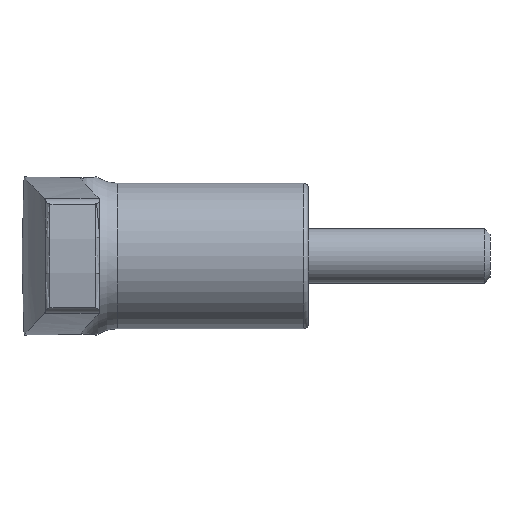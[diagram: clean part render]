
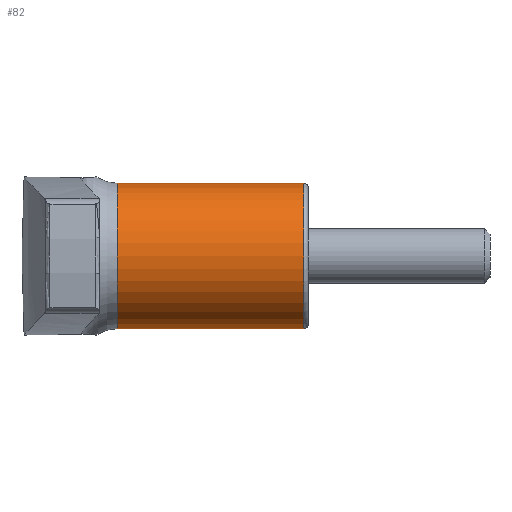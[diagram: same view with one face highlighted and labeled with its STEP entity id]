
A CAD part, left-side view. The second image highlights one B-rep face of the part: STEP entity #82.
In plain terms, the highlighted cylindrical face has radius 8 mm (diameter 16 mm), a full revolution.
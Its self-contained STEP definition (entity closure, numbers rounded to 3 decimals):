
#82 = ADVANCED_FACE( '', ( #167, #168 ), #169, .T. );
#167 = FACE_OUTER_BOUND( '', #247, .T. );
#168 = FACE_OUTER_BOUND( '', #248, .T. );
#169 = CYLINDRICAL_SURFACE( '', #249, 8. );
#247 = EDGE_LOOP( '', ( #414 ) );
#248 = EDGE_LOOP( '', ( #415 ) );
#249 = AXIS2_PLACEMENT_3D( '', #416, #417, #418 );
#414 = ORIENTED_EDGE( '', *, *, #476, .F. );
#415 = ORIENTED_EDGE( '', *, *, #492, .T. );
#416 = CARTESIAN_POINT( '', ( 0., 0., 0. ) );
#417 = DIRECTION( '', ( 0., 1., 0. ) );
#418 = DIRECTION( '', ( 1., 0., 0. ) );
#476 = EDGE_CURVE( '', #565, #565, #566, .T. );
#492 = EDGE_CURVE( '', #591, #591, #592, .T. );
#565 = VERTEX_POINT( '', #749 );
#566 = CIRCLE( '', #750, 8. );
#591 = VERTEX_POINT( '', #789 );
#592 = CIRCLE( '', #790, 8. );
#749 = CARTESIAN_POINT( '', ( 8., 0.5, 0. ) );
#750 = AXIS2_PLACEMENT_3D( '', #919, #920, #921 );
#789 = CARTESIAN_POINT( '', ( 8., 21.011, 0. ) );
#790 = AXIS2_PLACEMENT_3D( '', #939, #940, #941 );
#919 = CARTESIAN_POINT( '', ( 0., 0.5, 0. ) );
#920 = DIRECTION( '', ( 0., -1., 0. ) );
#921 = DIRECTION( '', ( 1., 0., 0. ) );
#939 = CARTESIAN_POINT( '', ( 0., 21.011, 0. ) );
#940 = DIRECTION( '', ( 0., -1., 0. ) );
#941 = DIRECTION( '', ( 1., 0., 0. ) );
